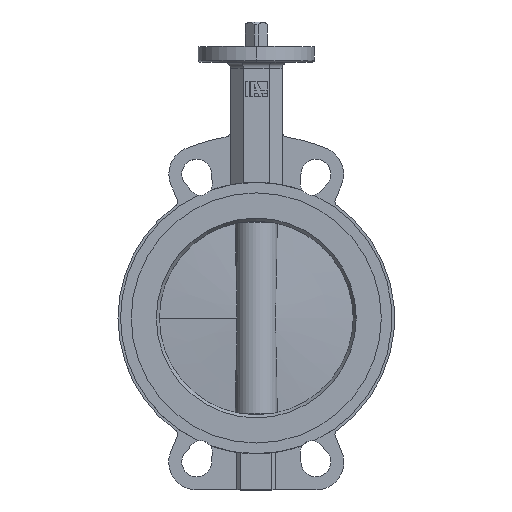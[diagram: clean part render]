
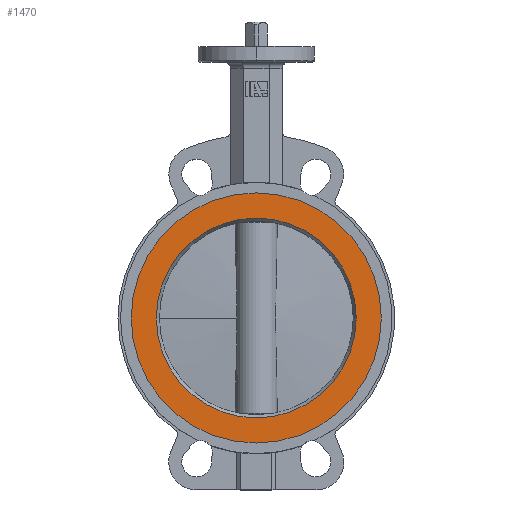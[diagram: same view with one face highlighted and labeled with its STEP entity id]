
A CAD part, top view. The second image highlights one B-rep face of the part: STEP entity #1470.
In plain terms, the highlighted planar face has unit normal (0, 0, 1).
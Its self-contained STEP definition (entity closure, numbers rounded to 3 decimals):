
#691 = AXIS2_PLACEMENT_3D ( 'NONE', #4837, #4834, #4840 ) ;
#1211 = CARTESIAN_POINT ( 'NONE',  ( 0., 0., 28. ) ) ;
#1212 = DIRECTION ( 'NONE',  ( 0., 0., -1. ) ) ;
#1213 = DIRECTION ( 'NONE',  ( 1., 0., 0. ) ) ;
#1219 = CARTESIAN_POINT ( 'NONE',  ( 0., 0., 28. ) ) ;
#1220 = DIRECTION ( 'NONE',  ( 0., 0., 1. ) ) ;
#1221 = DIRECTION ( 'NONE',  ( 1., 0., 0. ) ) ;
#1335 = EDGE_CURVE ( 'NONE', #2541, #2543, #4429, .T. ) ;
#1336 = EDGE_CURVE ( 'NONE', #2521, #2513, #4433, .T. ) ;
#1470 = ADVANCED_FACE ( 'NONE', ( #5646, #5652 ), #4838, .T. ) ;
#1844 = AXIS2_PLACEMENT_3D ( 'NONE', #2462, #2418, #2408 ) ;
#1845 = AXIS2_PLACEMENT_3D ( 'NONE', #2443, #2421, #2420 ) ;
#2330 = AXIS2_PLACEMENT_3D ( 'NONE', #1211, #1212, #1213 ) ;
#2331 = AXIS2_PLACEMENT_3D ( 'NONE', #1219, #1220, #1221 ) ;
#2408 = DIRECTION ( 'NONE',  ( 1., 0., 0. ) ) ;
#2418 = DIRECTION ( 'NONE',  ( 0., 0., -1. ) ) ;
#2420 = DIRECTION ( 'NONE',  ( 1., 0., 0. ) ) ;
#2421 = DIRECTION ( 'NONE',  ( 0., 0., 1. ) ) ;
#2443 = CARTESIAN_POINT ( 'NONE',  ( 0., 0., 28. ) ) ;
#2462 = CARTESIAN_POINT ( 'NONE',  ( 0., 0., 28. ) ) ;
#2513 = VERTEX_POINT ( 'NONE', #3297 ) ;
#2521 = VERTEX_POINT ( 'NONE', #3298 ) ;
#2541 = VERTEX_POINT ( 'NONE', #3296 ) ;
#2543 = VERTEX_POINT ( 'NONE', #3305 ) ;
#2965 = CIRCLE ( 'NONE', #2330, 77.309 ) ;
#2975 = CIRCLE ( 'NONE', #2331, 96.75 ) ;
#3296 = CARTESIAN_POINT ( 'NONE',  ( -77.309, 0., 28. ) ) ;
#3297 = CARTESIAN_POINT ( 'NONE',  ( 96.75, 0., 28. ) ) ;
#3298 = CARTESIAN_POINT ( 'NONE',  ( -96.75, 0., 28. ) ) ;
#3305 = CARTESIAN_POINT ( 'NONE',  ( 77.309, 0., 28. ) ) ;
#4340 = EDGE_LOOP ( 'NONE', ( #4604, #4605 ) ) ;
#4380 = EDGE_LOOP ( 'NONE', ( #4600, #4599 ) ) ;
#4429 = CIRCLE ( 'NONE', #1844, 77.309 ) ;
#4433 = CIRCLE ( 'NONE', #1845, 96.75 ) ;
#4599 = ORIENTED_EDGE ( 'NONE', *, *, #5473, .T. ) ;
#4600 = ORIENTED_EDGE ( 'NONE', *, *, #1336, .T. ) ;
#4604 = ORIENTED_EDGE ( 'NONE', *, *, #5469, .T. ) ;
#4605 = ORIENTED_EDGE ( 'NONE', *, *, #1335, .T. ) ;
#4834 = DIRECTION ( 'NONE',  ( 0., 0., 1. ) ) ;
#4837 = CARTESIAN_POINT ( 'NONE',  ( 0., 0., 28. ) ) ;
#4838 = PLANE ( 'NONE',  #691 ) ;
#4840 = DIRECTION ( 'NONE',  ( 1., 0., 0. ) ) ;
#5469 = EDGE_CURVE ( 'NONE', #2543, #2541, #2965, .T. ) ;
#5473 = EDGE_CURVE ( 'NONE', #2513, #2521, #2975, .T. ) ;
#5646 = FACE_BOUND ( 'NONE', #4340, .T. ) ;
#5652 = FACE_OUTER_BOUND ( 'NONE', #4380, .T. ) ;
